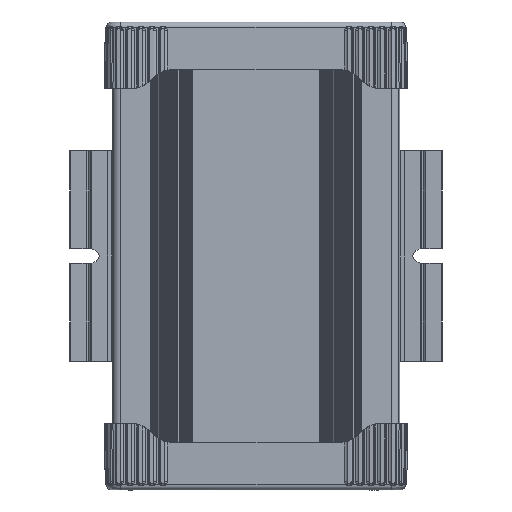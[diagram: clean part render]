
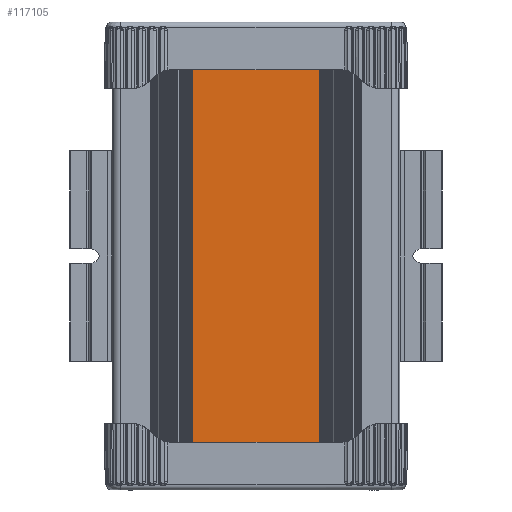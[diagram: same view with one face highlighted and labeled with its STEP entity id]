
A CAD part, front view. The second image highlights one B-rep face of the part: STEP entity #117105.
In plain terms, the highlighted planar face has unit normal (0, -1, 0).
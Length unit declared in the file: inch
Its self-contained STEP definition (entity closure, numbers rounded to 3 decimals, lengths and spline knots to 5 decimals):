
#1203 = VECTOR ( 'NONE', #115921, 39.37008 ) ;
#5203 = DIRECTION ( 'NONE',  ( 0., 0., 1. ) ) ;
#9856 = EDGE_CURVE ( 'NONE', #87902, #93803, #103454, .T. ) ;
#12458 = EDGE_CURVE ( 'NONE', #95869, #93803, #33247, .T. ) ;
#15967 = CARTESIAN_POINT ( 'NONE',  ( -0.94325, -0.57087, -3.15945 ) ) ;
#16118 = CARTESIAN_POINT ( 'NONE',  ( -2.22126, -0.57087, 3.15945 ) ) ;
#20410 = EDGE_LOOP ( 'NONE', ( #20439, #97131, #127444, #74344 ) ) ;
#20439 = ORIENTED_EDGE ( 'NONE', *, *, #105100, .T. ) ;
#22085 = AXIS2_PLACEMENT_3D ( 'NONE', #45400, #117910, #55818 ) ;
#29003 = LINE ( 'NONE', #84687, #1203 ) ;
#33247 = LINE ( 'NONE', #130179, #85281 ) ;
#45400 = CARTESIAN_POINT ( 'NONE',  ( -0.98098, -0.57087, -3.28583 ) ) ;
#46021 = CARTESIAN_POINT ( 'NONE',  ( -0.94325, -0.57087, 3.15945 ) ) ;
#55818 = DIRECTION ( 'NONE',  ( 0., 0., -1. ) ) ;
#63641 = CARTESIAN_POINT ( 'NONE',  ( 0.94325, -0.57087, 3.15945 ) ) ;
#74344 = ORIENTED_EDGE ( 'NONE', *, *, #129652, .T. ) ;
#78084 = DIRECTION ( 'NONE',  ( 1., 0., 0. ) ) ;
#84687 = CARTESIAN_POINT ( 'NONE',  ( -0.94325, -0.57087, -3.28583 ) ) ;
#85281 = VECTOR ( 'NONE', #5203, 39.37008 ) ;
#87902 = VERTEX_POINT ( 'NONE', #46021 ) ;
#93803 = VERTEX_POINT ( 'NONE', #63641 ) ;
#95869 = VERTEX_POINT ( 'NONE', #127336 ) ;
#97131 = ORIENTED_EDGE ( 'NONE', *, *, #12458, .T. ) ;
#103454 = LINE ( 'NONE', #16118, #118016 ) ;
#103747 = VECTOR ( 'NONE', #120099, 39.37008 ) ;
#105100 = EDGE_CURVE ( 'NONE', #123949, #95869, #128063, .T. ) ;
#115921 = DIRECTION ( 'NONE',  ( 0., 0., -1. ) ) ;
#117105 = ADVANCED_FACE ( 'NONE', ( #130934 ), #127893, .T. ) ;
#117910 = DIRECTION ( 'NONE',  ( 0., -1., 0. ) ) ;
#118016 = VECTOR ( 'NONE', #78084, 39.37008 ) ;
#120099 = DIRECTION ( 'NONE',  ( 1., 0., 0. ) ) ;
#123949 = VERTEX_POINT ( 'NONE', #15967 ) ;
#127336 = CARTESIAN_POINT ( 'NONE',  ( 0.94325, -0.57087, -3.15945 ) ) ;
#127444 = ORIENTED_EDGE ( 'NONE', *, *, #9856, .F. ) ;
#127893 = PLANE ( 'NONE',  #22085 ) ;
#128063 = LINE ( 'NONE', #130532, #103747 ) ;
#129652 = EDGE_CURVE ( 'NONE', #87902, #123949, #29003, .T. ) ;
#130179 = CARTESIAN_POINT ( 'NONE',  ( 0.94325, -0.57087, -3.28583 ) ) ;
#130532 = CARTESIAN_POINT ( 'NONE',  ( -0.98098, -0.57087, -3.15945 ) ) ;
#130934 = FACE_OUTER_BOUND ( 'NONE', #20410, .T. ) ;
